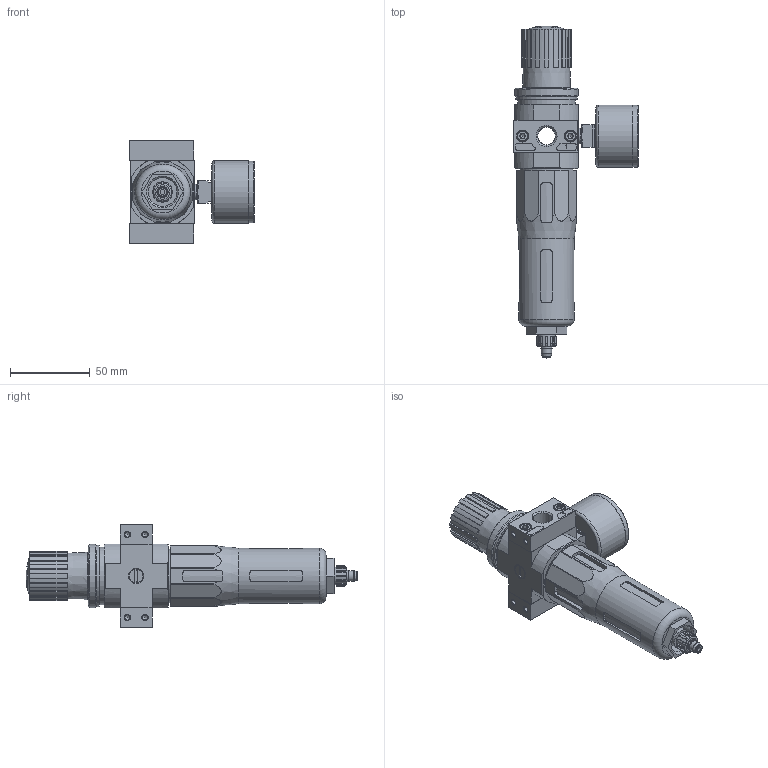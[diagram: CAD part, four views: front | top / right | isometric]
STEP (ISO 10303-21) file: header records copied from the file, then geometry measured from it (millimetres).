
FILE_DESCRIPTION(/* description */ ('STEP AP214'),/* implementation_level */ '2;1');
FILE_NAME(/* name */ '162719_LFR-1_4-D-5M-MINI',/* time_stamp */ '2024-09-03T18:53:49+02:00',/* author */ ('License CC BY-ND 4.0'),/* organization */ ('CADENAS'),/* preprocessor_version */ 'ST-DEVELOPER v19.3',/* originating_system */ 'PARTsolutions',/* authorisation */ ' ');
FILE_SCHEMA (('AUTOMOTIVE_DESIGN {1 0 10303 214 3 1 1}'));
Length unit declared in the file: millimetre
Products named in the file (9): 162719 LFR-1/4-D-5M-MINI---(0); 127303 LFR-D-5M-MINI--(0); 8003637 PAGN-40-16-G18; 380291 PBL-1/4-D-MINI-R---(0) p1; DIN-912 - M4x16(F); 380289 PBL-1/4-D-MINI-L---(1) p1; 398011 LRVS-D-MINI; 373845 LR-MINI; 648415 LF
Assembly tree (11 placements, depth 2):
  162719 LFR-1/4-D-5M-MINI---(0)
    127303 LFR-D-5M-MINI--(0)
    8003637 PAGN-40-16-G18
    380291 PBL-1/4-D-MINI-R---(0) p1
    DIN-912 - M4x16(F)  x4
    380289 PBL-1/4-D-MINI-L---(1) p1
    398011 LRVS-D-MINI
    373845 LR-MINI
    648415 LF
Bounding box: 77.75 x 208 x 64 mm (x, y, z)
Volume: 240548.6 mm3; surface area: 50367.2 mm2
Topology: 11 solids, 11 shells, 627 faces, 1541 edges, 981 vertices
Faces by surface type: plane 348, cylinder 164, cone 98, torus 12, sphere 5
Full cylindrical faces by diameter (mm): 3 x1, 3.242 x8, 4 x4, 4.3 x1, 5.6 x1, 6.2 x1, 6.4 x1, 6.8 x1, 6.9 x1, 7 x4, 7.1 x1, 8.2 x1, 8.4 x1, 8.566 x2, 9 x1, 9.728 x2, 11 x1, 11.2 x1, 11.445 x2, 12.2 x1, 12.6 x1, 15.8 x1, 15.9 x1, 18 x1, 24.9 x1, 26.9 x1, 33.9 x1, 34.376 x1, 34.7 x1, 36 x2
Entity records: 18324 total; most frequent: CARTESIAN_POINT 3330, DIRECTION 2690, ORIENTED_EDGE 2504, EDGE_CURVE 1252, AXIS2_PLACEMENT_3D 1043, VERTEX_POINT 887, FACE_BOUND 727, EDGE_LOOP 718
